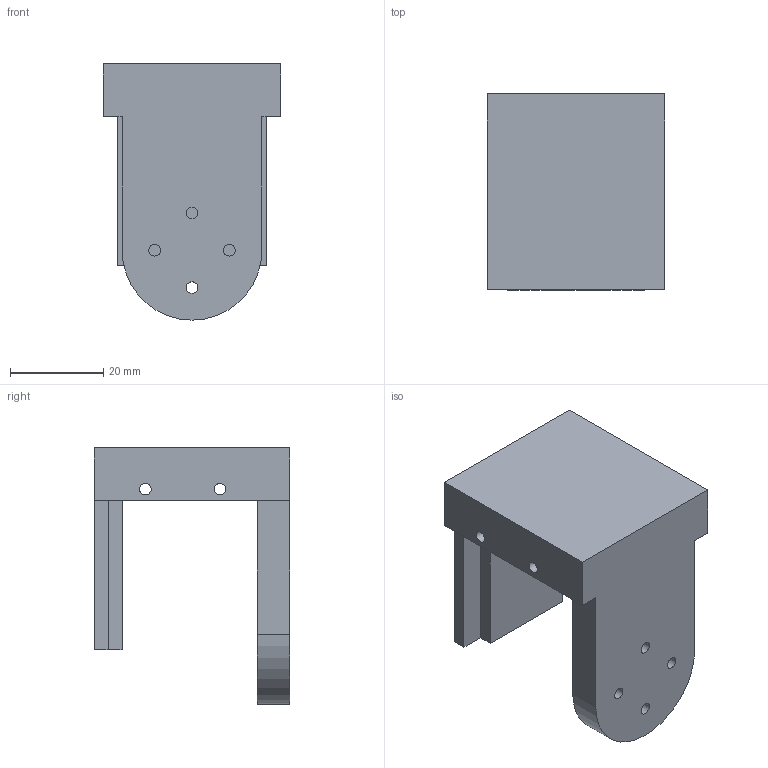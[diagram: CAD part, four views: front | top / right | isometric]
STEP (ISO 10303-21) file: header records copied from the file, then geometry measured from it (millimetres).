
FILE_DESCRIPTION(/* description */ (''),/* implementation_level */ '2;1');
FILE_NAME(/* name */ 'bracket_1 v6.step',/* time_stamp */ '2016-01-23T17:31:29-05:00',/* author */ (''),/* organization */ (''),/* preprocessor_version */ 'ST-DEVELOPER v16.2',/* originating_system */ 'Autodesk Translation Framework v4.3.0.2261',/* authorisation */ '');
FILE_SCHEMA (('AUTOMOTIVE_DESIGN { 1 0 10303 214 3 1 1 }'));
Length unit declared in the file: centimetre
Products named in the file (1): bracket_1 v6
Bounding box: 38 x 42 x 55 mm (x, y, z)
Volume: 26798.5 mm3; surface area: 11292.2 mm2
Topology: 1 solids, 1 shells, 30 faces, 82 edges, 54 vertices
Faces by surface type: plane 21, cylinder 9
Full cylindrical faces by diameter (mm): 2.5 x8
Entity records: 971 total; most frequent: CARTESIAN_POINT 159, DIRECTION 154, ORIENTED_EDGE 148, EDGE_CURVE 74, LINE 56, VECTOR 56, EDGE_LOOP 54, VERTEX_POINT 54
